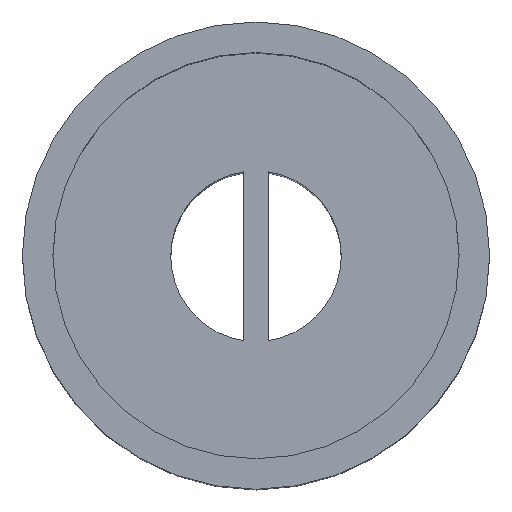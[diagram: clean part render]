
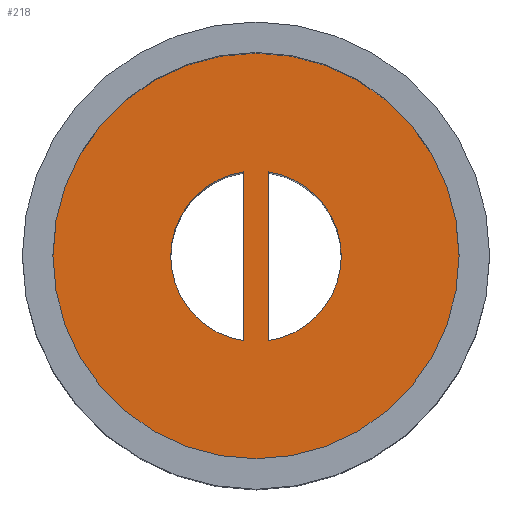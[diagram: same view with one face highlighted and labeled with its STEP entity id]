
A CAD part, top view. The second image highlights one B-rep face of the part: STEP entity #218.
In plain terms, the highlighted face is planar.
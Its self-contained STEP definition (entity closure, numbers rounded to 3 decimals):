
#137=CARTESIAN_POINT('',(0.,8.717,0.));
#138=DIRECTION('',(0.,-1.,0.));
#139=DIRECTION('',(-1.,0.,0.));
#140=AXIS2_PLACEMENT_3D('',#137,#138,#139);
#141=PLANE('',#140);
#142=CARTESIAN_POINT('',(-4.998,8.717,0.));
#143=VERTEX_POINT('',#142);
#144=CARTESIAN_POINT('',(4.998,8.717,0.));
#145=VERTEX_POINT('',#144);
#146=CARTESIAN_POINT('',(0.,8.717,0.));
#147=DIRECTION('',(-0.,-1.,-0.));
#148=DIRECTION('',(-1.,0.,0.));
#149=AXIS2_PLACEMENT_3D('',#146,#147,#148);
#150=CIRCLE('',#149,4.998);
#151=EDGE_CURVE('',#143,#145,#150,.T.);
#152=ORIENTED_EDGE('',*,*,#151,.T.);
#153=CARTESIAN_POINT('',(0.,8.717,0.));
#154=DIRECTION('',(-0.,-1.,-0.));
#155=DIRECTION('',(-1.,0.,0.));
#156=AXIS2_PLACEMENT_3D('',#153,#154,#155);
#157=CIRCLE('',#156,4.998);
#158=EDGE_CURVE('',#145,#143,#157,.T.);
#159=ORIENTED_EDGE('',*,*,#158,.T.);
#160=EDGE_LOOP('',(#152,#159));
#161=FACE_BOUND('',#160,.T.);
#162=CARTESIAN_POINT('',(-0.3,8.717,2.076));
#163=VERTEX_POINT('',#162);
#164=CARTESIAN_POINT('',(-0.3,8.717,-2.076));
#165=VERTEX_POINT('',#164);
#166=CARTESIAN_POINT('',(-0.3,8.717,12345.086));
#167=DIRECTION('',(0.,0.,-1.));
#168=VECTOR('',#167,24690.);
#169=LINE('',#166,#168);
#170=EDGE_CURVE('',#163,#165,#169,.T.);
#171=ORIENTED_EDGE('',*,*,#170,.T.);
#172=CARTESIAN_POINT('',(-2.098,8.717,0.));
#173=VERTEX_POINT('',#172);
#174=CARTESIAN_POINT('',(0.,8.717,0.));
#175=DIRECTION('',(-0.,-1.,-0.));
#176=DIRECTION('',(-1.,0.,0.));
#177=AXIS2_PLACEMENT_3D('',#174,#175,#176);
#178=CIRCLE('',#177,2.098);
#179=EDGE_CURVE('',#173,#165,#178,.T.);
#180=ORIENTED_EDGE('',*,*,#179,.F.);
#181=CARTESIAN_POINT('',(0.,8.717,0.));
#182=DIRECTION('',(-0.,-1.,-0.));
#183=DIRECTION('',(-1.,0.,0.));
#184=AXIS2_PLACEMENT_3D('',#181,#182,#183);
#185=CIRCLE('',#184,2.098);
#186=EDGE_CURVE('',#163,#173,#185,.T.);
#187=ORIENTED_EDGE('',*,*,#186,.F.);
#188=EDGE_LOOP('',(#171,#180,#187));
#189=FACE_BOUND('',#188,.T.);
#190=CARTESIAN_POINT('',(0.3,8.717,-2.076));
#191=VERTEX_POINT('',#190);
#192=CARTESIAN_POINT('',(0.3,8.717,2.076));
#193=VERTEX_POINT('',#192);
#194=CARTESIAN_POINT('',(0.3,8.717,-12344.914));
#195=DIRECTION('',(0.,0.,1.));
#196=VECTOR('',#195,24690.);
#197=LINE('',#194,#196);
#198=EDGE_CURVE('',#191,#193,#197,.T.);
#199=ORIENTED_EDGE('',*,*,#198,.T.);
#200=CARTESIAN_POINT('',(2.098,8.717,-0.));
#201=VERTEX_POINT('',#200);
#202=CARTESIAN_POINT('',(0.,8.717,0.));
#203=DIRECTION('',(-0.,-1.,-0.));
#204=DIRECTION('',(-1.,0.,0.));
#205=AXIS2_PLACEMENT_3D('',#202,#203,#204);
#206=CIRCLE('',#205,2.098);
#207=EDGE_CURVE('',#201,#193,#206,.T.);
#208=ORIENTED_EDGE('',*,*,#207,.F.);
#209=CARTESIAN_POINT('',(0.,8.717,0.));
#210=DIRECTION('',(-0.,-1.,-0.));
#211=DIRECTION('',(-1.,0.,0.));
#212=AXIS2_PLACEMENT_3D('',#209,#210,#211);
#213=CIRCLE('',#212,2.098);
#214=EDGE_CURVE('',#191,#201,#213,.T.);
#215=ORIENTED_EDGE('',*,*,#214,.F.);
#216=EDGE_LOOP('',(#199,#208,#215));
#217=FACE_BOUND('',#216,.T.);
#218=ADVANCED_FACE('',(#161,#189,#217),#141,.T.);
